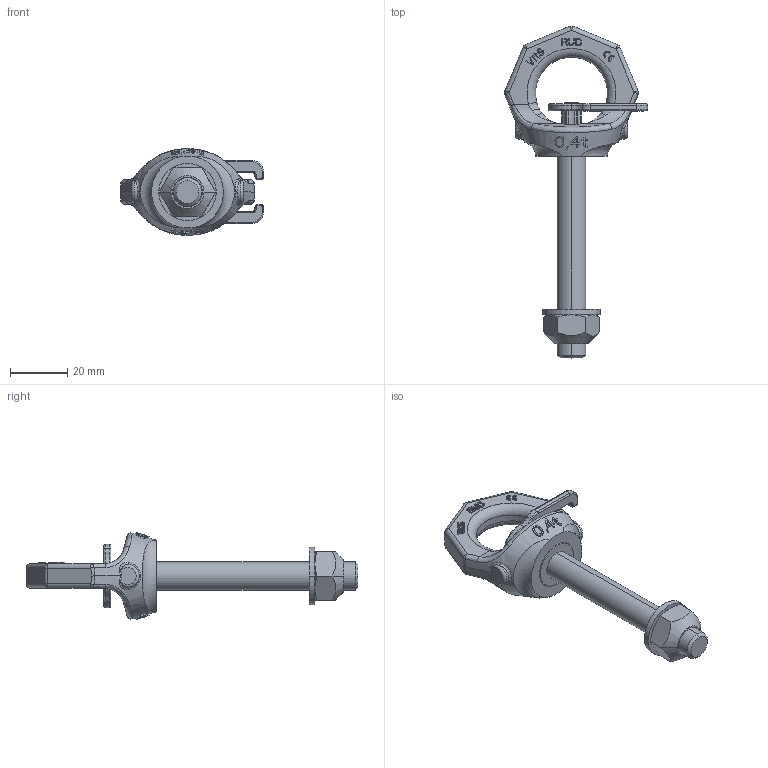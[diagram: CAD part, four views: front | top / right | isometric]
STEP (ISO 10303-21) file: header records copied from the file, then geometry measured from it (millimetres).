
FILE_DESCRIPTION((''),'2;1');
FILE_NAME('001-M33721-P-1_ASM','2018-08-21T',('Andreas.Wendler'),(''),'PRO/ENGINEER BY PARAMETRIC TECHNOLOGY CORPORATION, 2011490','PRO/ENGINEER BY PARAMETRIC TECHNOLOGY CORPORATION, 2011490','');
FILE_SCHEMA(('CONFIG_CONTROL_DESIGN'));
Length unit declared in the file: millimetre
Products named in the file (6): 001-M35305-P-1; 001-M33983-P-2; 001-M31135-P-3; 001-M31624-V02; 001-M31328-V21; 001-M33721-P-1_ASM
Assembly tree (5 placements, depth 2):
  001-M33721-P-1_ASM
    001-M35305-P-1
    001-M33983-P-2
    001-M31135-P-3
    001-M31624-V02
    001-M31328-V21
Bounding box: 49.87 x 115.57 x 30.21 mm (x, y, z)
Volume: 22760.5 mm3; surface area: 11785.7 mm2
Topology: 5 solids, 5 shells, 758 faces, 2009 edges, 1294 vertices
Faces by surface type: plane 548, cylinder 90, bspline 62, torus 34, cone 14, sphere 10
Entity records: 27129 total; most frequent: CARTESIAN_POINT 9127, ORIENTED_EDGE 4018, DIRECTION 3221, EDGE_CURVE 2009, VERTEX_POINT 1294, VECTOR 1291, LINE 1291, AXIS2_PLACEMENT_3D 965
